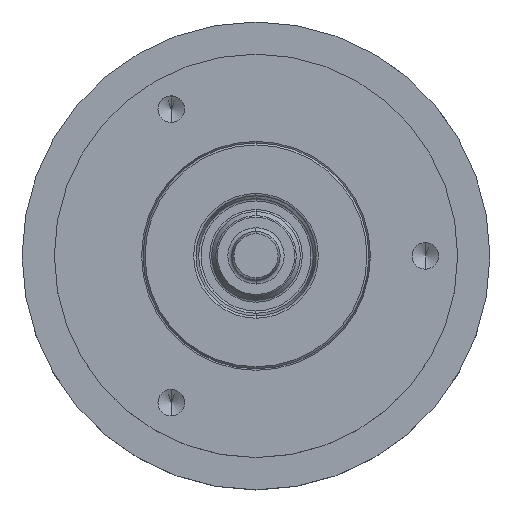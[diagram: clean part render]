
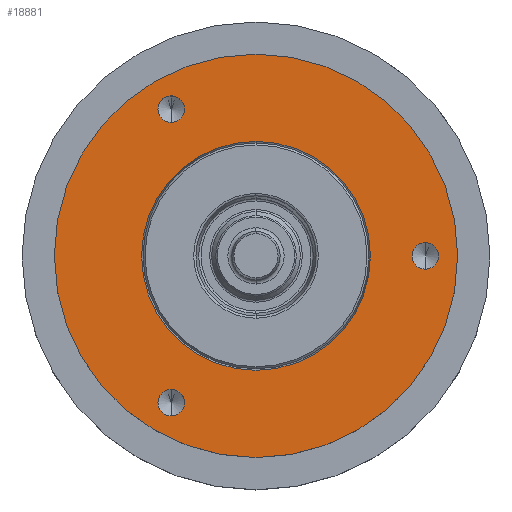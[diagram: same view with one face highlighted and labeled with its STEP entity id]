
A CAD part, top view. The second image highlights one B-rep face of the part: STEP entity #18881.
In plain terms, the highlighted planar face has unit normal (0, 0, 1).
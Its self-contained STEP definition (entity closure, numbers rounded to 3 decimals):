
#3919=CARTESIAN_POINT('',(0.,0.,27.));
#3920=DIRECTION('',(0.,0.,-1.));
#3921=DIRECTION('',(0.,1.,0.));
#3922=AXIS2_PLACEMENT_3D('',#3919,#3920,#3921);
#3924=CARTESIAN_POINT('',(0.,0.,27.));
#3925=DIRECTION('',(0.,0.,-1.));
#3926=DIRECTION('',(0.,-1.,0.));
#3927=AXIS2_PLACEMENT_3D('',#3924,#3925,#3926);
#3929=CARTESIAN_POINT('',(21.,0.,27.));
#3930=DIRECTION('',(0.,0.,1.));
#3931=DIRECTION('',(0.,-1.,0.));
#3932=AXIS2_PLACEMENT_3D('',#3929,#3930,#3931);
#3934=CARTESIAN_POINT('',(21.,0.,27.));
#3935=DIRECTION('',(0.,0.,1.));
#3936=DIRECTION('',(0.,1.,0.));
#3937=AXIS2_PLACEMENT_3D('',#3934,#3935,#3936);
#3939=CARTESIAN_POINT('',(-10.5,-18.187,27.));
#3940=DIRECTION('',(0.,0.,1.));
#3941=DIRECTION('',(0.,-1.,0.));
#3942=AXIS2_PLACEMENT_3D('',#3939,#3940,#3941);
#3944=CARTESIAN_POINT('',(-10.5,-18.187,27.));
#3945=DIRECTION('',(0.,0.,1.));
#3946=DIRECTION('',(0.,1.,0.));
#3947=AXIS2_PLACEMENT_3D('',#3944,#3945,#3946);
#3949=CARTESIAN_POINT('',(-10.5,18.187,27.));
#3950=DIRECTION('',(0.,0.,1.));
#3951=DIRECTION('',(0.,-1.,0.));
#3952=AXIS2_PLACEMENT_3D('',#3949,#3950,#3951);
#3954=CARTESIAN_POINT('',(-10.5,18.187,27.));
#3955=DIRECTION('',(0.,0.,1.));
#3956=DIRECTION('',(0.,1.,0.));
#3957=AXIS2_PLACEMENT_3D('',#3954,#3955,#3956);
#3964=CARTESIAN_POINT('',(0.,0.,27.));
#3965=DIRECTION('',(0.,0.,-1.));
#3966=DIRECTION('',(-1.,0.,0.));
#3967=AXIS2_PLACEMENT_3D('',#3964,#3965,#3966);
#3982=CARTESIAN_POINT('',(0.,0.,27.));
#3983=DIRECTION('',(0.,0.,-1.));
#3984=DIRECTION('',(1.,0.,0.));
#3985=AXIS2_PLACEMENT_3D('',#3982,#3983,#3984);
#14922=CARTESIAN_POINT('',(0.,25.,27.));
#14923=CARTESIAN_POINT('',(0.,-25.,27.));
#14924=VERTEX_POINT('',#14922);
#14925=VERTEX_POINT('',#14923);
#14950=CARTESIAN_POINT('',(14.188,0.,27.));
#14951=CARTESIAN_POINT('',(-14.188,0.,27.));
#14952=VERTEX_POINT('',#14950);
#14953=VERTEX_POINT('',#14951);
#14964=CARTESIAN_POINT('',(21.,-1.65,27.));
#14965=CARTESIAN_POINT('',(21.,1.65,27.));
#14966=VERTEX_POINT('',#14964);
#14967=VERTEX_POINT('',#14965);
#14974=CARTESIAN_POINT('',(-10.5,-19.837,27.));
#14975=CARTESIAN_POINT('',(-10.5,-16.537,27.));
#14976=VERTEX_POINT('',#14974);
#14977=VERTEX_POINT('',#14975);
#14984=CARTESIAN_POINT('',(-10.5,16.537,27.));
#14985=CARTESIAN_POINT('',(-10.5,19.837,27.));
#14986=VERTEX_POINT('',#14984);
#14987=VERTEX_POINT('',#14985);
#18847=CARTESIAN_POINT('',(0.,0.,27.));
#18848=DIRECTION('',(0.,0.,1.));
#18849=DIRECTION('',(1.,0.,0.));
#18850=AXIS2_PLACEMENT_3D('',#18847,#18848,#18849);
#18851=PLANE('',#18850);
#18853=ORIENTED_EDGE('',*,*,#18852,.T.);
#18854=ORIENTED_EDGE('',*,*,#18837,.T.);
#18855=EDGE_LOOP('',(#18853,#18854));
#18856=FACE_OUTER_BOUND('',#18855,.F.);
#18858=ORIENTED_EDGE('',*,*,#18857,.F.);
#18860=ORIENTED_EDGE('',*,*,#18859,.F.);
#18861=EDGE_LOOP('',(#18858,#18860));
#18862=FACE_BOUND('',#18861,.F.);
#18864=ORIENTED_EDGE('',*,*,#18863,.T.);
#18866=ORIENTED_EDGE('',*,*,#18865,.T.);
#18867=EDGE_LOOP('',(#18864,#18866));
#18868=FACE_BOUND('',#18867,.F.);
#18870=ORIENTED_EDGE('',*,*,#18869,.T.);
#18872=ORIENTED_EDGE('',*,*,#18871,.T.);
#18873=EDGE_LOOP('',(#18870,#18872));
#18874=FACE_BOUND('',#18873,.F.);
#18876=ORIENTED_EDGE('',*,*,#18875,.T.);
#18878=ORIENTED_EDGE('',*,*,#18877,.T.);
#18879=EDGE_LOOP('',(#18876,#18878));
#18880=FACE_BOUND('',#18879,.F.);
#3923=CIRCLE('',#3922,25.);
#3928=CIRCLE('',#3927,25.);
#3933=CIRCLE('',#3932,1.65);
#3938=CIRCLE('',#3937,1.65);
#3943=CIRCLE('',#3942,1.65);
#3948=CIRCLE('',#3947,1.65);
#3953=CIRCLE('',#3952,1.65);
#3958=CIRCLE('',#3957,1.65);
#3968=CIRCLE('',#3967,14.188);
#3986=CIRCLE('',#3985,14.188);
#18837=EDGE_CURVE('',#14925,#14924,#3928,.T.);
#18852=EDGE_CURVE('',#14924,#14925,#3923,.T.);
#18857=EDGE_CURVE('',#14953,#14952,#3968,.T.);
#18859=EDGE_CURVE('',#14952,#14953,#3986,.T.);
#18863=EDGE_CURVE('',#14966,#14967,#3933,.T.);
#18865=EDGE_CURVE('',#14967,#14966,#3938,.T.);
#18869=EDGE_CURVE('',#14976,#14977,#3943,.T.);
#18871=EDGE_CURVE('',#14977,#14976,#3948,.T.);
#18875=EDGE_CURVE('',#14986,#14987,#3953,.T.);
#18877=EDGE_CURVE('',#14987,#14986,#3958,.T.);
#18881=ADVANCED_FACE('',(#18856,#18862,#18868,#18874,#18880),#18851,.T.);
